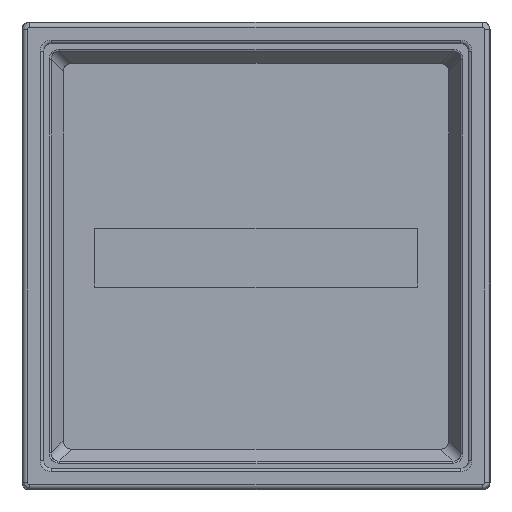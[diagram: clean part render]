
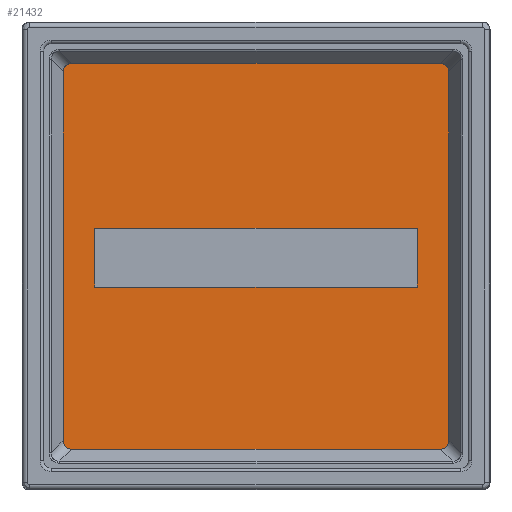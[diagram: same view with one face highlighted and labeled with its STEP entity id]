
A CAD part, top view. The second image highlights one B-rep face of the part: STEP entity #21432.
In plain terms, the highlighted planar face has unit normal (0, 0, 1).
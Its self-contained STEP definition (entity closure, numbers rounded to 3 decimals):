
#69=FACE_BOUND('',#2614,.T.);
#453=CIRCLE('',#22510,1.73);
#468=CIRCLE('',#22552,1.73);
#537=CIRCLE('',#22764,1.73);
#538=CIRCLE('',#22766,1.73);
#1553=FACE_OUTER_BOUND('',#2613,.T.);
#2613=EDGE_LOOP('',(#18564,#18565,#18566,#18567,#18568,#18569,#18570,#18571));
#2614=EDGE_LOOP('',(#18572,#18573,#18574,#18575));
#5014=LINE('',#33731,#7585);
#5046=LINE('',#34481,#7617);
#5247=LINE('',#37327,#7818);
#5250=LINE('',#37332,#7821);
#5254=LINE('',#37345,#7825);
#5257=LINE('',#37351,#7828);
#5260=LINE('',#37357,#7831);
#5263=LINE('',#37362,#7834);
#7585=VECTOR('',#27208,10.);
#7617=VECTOR('',#27324,10.);
#7818=VECTOR('',#27941,10.);
#7821=VECTOR('',#27946,10.);
#7825=VECTOR('',#27960,66.);
#7828=VECTOR('',#27965,12.);
#7831=VECTOR('',#27970,66.);
#7834=VECTOR('',#27977,12.);
#9535=VERTEX_POINT('',#33708);
#9536=VERTEX_POINT('',#33709);
#9539=VERTEX_POINT('',#33730);
#9566=VERTEX_POINT('',#34476);
#9567=VERTEX_POINT('',#34480);
#9748=VERTEX_POINT('',#37325);
#9749=VERTEX_POINT('',#37326);
#9750=VERTEX_POINT('',#37331);
#9753=VERTEX_POINT('',#37342);
#9754=VERTEX_POINT('',#37344);
#9756=VERTEX_POINT('',#37350);
#9758=VERTEX_POINT('',#37356);
#12308=EDGE_CURVE('',#9535,#9536,#453,.T.);
#12312=EDGE_CURVE('',#9536,#9539,#5014,.T.);
#12368=EDGE_CURVE('',#9539,#9566,#468,.T.);
#12370=EDGE_CURVE('',#9566,#9567,#5046,.T.);
#12679=EDGE_CURVE('',#9748,#9749,#5247,.T.);
#12682=EDGE_CURVE('',#9750,#9535,#5250,.T.);
#12684=EDGE_CURVE('',#9749,#9750,#537,.T.);
#12685=EDGE_CURVE('',#9567,#9748,#538,.T.);
#12688=EDGE_CURVE('',#9754,#9753,#5254,.T.);
#12691=EDGE_CURVE('',#9756,#9754,#5257,.T.);
#12694=EDGE_CURVE('',#9758,#9756,#5260,.T.);
#12697=EDGE_CURVE('',#9753,#9758,#5263,.T.);
#18564=ORIENTED_EDGE('',*,*,#12308,.F.);
#18565=ORIENTED_EDGE('',*,*,#12682,.F.);
#18566=ORIENTED_EDGE('',*,*,#12684,.F.);
#18567=ORIENTED_EDGE('',*,*,#12679,.F.);
#18568=ORIENTED_EDGE('',*,*,#12685,.F.);
#18569=ORIENTED_EDGE('',*,*,#12370,.F.);
#18570=ORIENTED_EDGE('',*,*,#12368,.F.);
#18571=ORIENTED_EDGE('',*,*,#12312,.F.);
#18572=ORIENTED_EDGE('',*,*,#12697,.T.);
#18573=ORIENTED_EDGE('',*,*,#12694,.T.);
#18574=ORIENTED_EDGE('',*,*,#12691,.T.);
#18575=ORIENTED_EDGE('',*,*,#12688,.T.);
#19401=PLANE('',#22772);
#21432=ADVANCED_FACE('',(#1553,#69),#19401,.T.);
#22510=AXIS2_PLACEMENT_3D('',#33710,#27202,#27203);
#22552=AXIS2_PLACEMENT_3D('',#34477,#27319,#27320);
#22764=AXIS2_PLACEMENT_3D('',#37335,#27950,#27951);
#22766=AXIS2_PLACEMENT_3D('',#37337,#27954,#27955);
#22772=AXIS2_PLACEMENT_3D('',#37363,#27978,#27979);
#27202=DIRECTION('center_axis',(0.,0.,-1.));
#27203=DIRECTION('ref_axis',(1.,0.,0.));
#27208=DIRECTION('',(0.,1.,0.));
#27319=DIRECTION('center_axis',(0.,0.,-1.));
#27320=DIRECTION('ref_axis',(1.,0.,0.));
#27324=DIRECTION('',(1.,0.,0.));
#27941=DIRECTION('',(0.,-1.,0.));
#27946=DIRECTION('',(-1.,0.,0.));
#27950=DIRECTION('center_axis',(0.,0.,-1.));
#27951=DIRECTION('ref_axis',(1.,0.,0.));
#27954=DIRECTION('center_axis',(0.,0.,-1.));
#27955=DIRECTION('ref_axis',(1.,0.,0.));
#27960=DIRECTION('',(1.,0.,0.));
#27965=DIRECTION('',(0.,1.,0.));
#27970=DIRECTION('',(-1.,0.,0.));
#27977=DIRECTION('',(0.,-1.,0.));
#27978=DIRECTION('center_axis',(0.,0.,1.));
#27979=DIRECTION('ref_axis',(1.,0.,0.));
#33708=CARTESIAN_POINT('',(-37.769,-39.552,0.5));
#33709=CARTESIAN_POINT('',(-39.5,-37.821,0.5));
#33710=CARTESIAN_POINT('Origin',(-37.77,-37.822,0.5));
#33730=CARTESIAN_POINT('',(-39.5,37.717,0.5));
#33731=CARTESIAN_POINT('',(-39.5,-22.382,0.5));
#34476=CARTESIAN_POINT('',(-37.769,39.448,0.5));
#34477=CARTESIAN_POINT('Origin',(-37.77,37.718,0.5));
#34480=CARTESIAN_POINT('',(37.769,39.448,0.5));
#34481=CARTESIAN_POINT('',(-22.356,39.448,0.5));
#37325=CARTESIAN_POINT('',(39.5,37.717,0.5));
#37326=CARTESIAN_POINT('',(39.5,-37.821,0.5));
#37327=CARTESIAN_POINT('',(39.5,22.33,0.5));
#37331=CARTESIAN_POINT('',(37.769,-39.552,0.5));
#37332=CARTESIAN_POINT('',(22.356,-39.552,0.5));
#37335=CARTESIAN_POINT('Origin',(37.77,-37.822,0.5));
#37337=CARTESIAN_POINT('Origin',(37.77,37.718,0.5));
#37342=CARTESIAN_POINT('',(33.,5.65,0.5));
#37344=CARTESIAN_POINT('',(-33.,5.65,0.5));
#37345=CARTESIAN_POINT('',(-33.,5.65,0.5));
#37350=CARTESIAN_POINT('',(-33.,-6.35,0.5));
#37351=CARTESIAN_POINT('',(-33.,-6.35,0.5));
#37356=CARTESIAN_POINT('',(33.,-6.35,0.5));
#37357=CARTESIAN_POINT('',(33.,-6.35,0.5));
#37362=CARTESIAN_POINT('',(33.,5.65,0.5));
#37363=CARTESIAN_POINT('Origin',(0.,0.,0.5));
